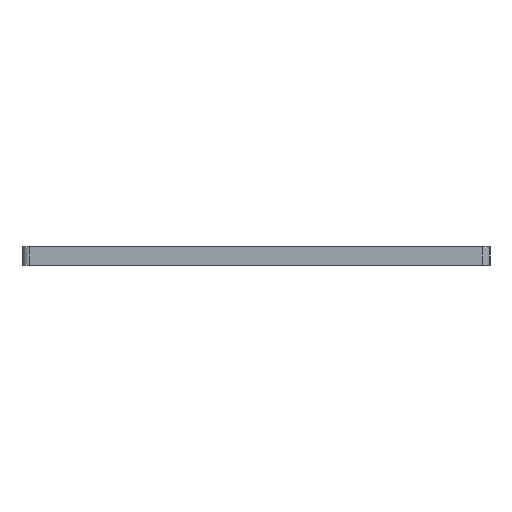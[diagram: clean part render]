
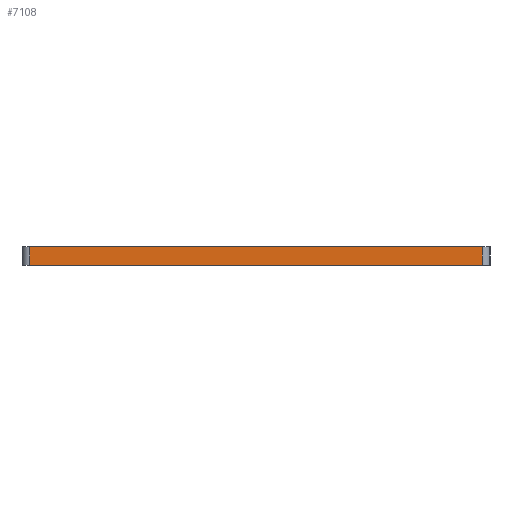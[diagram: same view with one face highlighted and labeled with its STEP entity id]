
A CAD part, left-side view. The second image highlights one B-rep face of the part: STEP entity #7108.
In plain terms, the highlighted planar face has unit normal (-1, 0, 0).
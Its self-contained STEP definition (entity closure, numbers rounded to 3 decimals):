
#895=CARTESIAN_POINT('',(-95.25,-36.85,11.));
#896=VERTEX_POINT('',#895);
#904=CARTESIAN_POINT('',(-95.25,36.85,11.));
#905=VERTEX_POINT('',#904);
#906=CARTESIAN_POINT('',(-95.25,-36.85,11.));
#907=DIRECTION('',(0.,1.,-0.));
#908=VECTOR('',#907,73.7);
#909=LINE('',#906,#908);
#910=EDGE_CURVE('',#896,#905,#909,.T.);
#7078=CARTESIAN_POINT('',(-95.25,0.,14.));
#7079=DIRECTION('',(-1.,0.,0.));
#7080=DIRECTION('',(0.,0.,1.));
#7081=AXIS2_PLACEMENT_3D('',#7078,#7079,#7080);
#7082=PLANE('',#7081);
#7083=CARTESIAN_POINT('',(-95.25,-36.85,14.));
#7084=VERTEX_POINT('',#7083);
#7085=CARTESIAN_POINT('',(-95.25,36.85,14.));
#7086=VERTEX_POINT('',#7085);
#7087=CARTESIAN_POINT('',(-95.25,-36.85,14.));
#7088=DIRECTION('',(0.,1.,-0.));
#7089=VECTOR('',#7088,73.7);
#7090=LINE('',#7087,#7089);
#7091=EDGE_CURVE('',#7084,#7086,#7090,.T.);
#7092=ORIENTED_EDGE('',*,*,#7091,.T.);
#7093=CARTESIAN_POINT('',(-95.25,36.85,14.));
#7094=DIRECTION('',(-0.,-0.,-1.));
#7095=VECTOR('',#7094,3.);
#7096=LINE('',#7093,#7095);
#7097=EDGE_CURVE('',#7086,#905,#7096,.T.);
#7098=ORIENTED_EDGE('',*,*,#7097,.T.);
#7099=ORIENTED_EDGE('',*,*,#910,.F.);
#7100=CARTESIAN_POINT('',(-95.25,-36.85,11.));
#7101=DIRECTION('',(0.,0.,1.));
#7102=VECTOR('',#7101,3.);
#7103=LINE('',#7100,#7102);
#7104=EDGE_CURVE('',#896,#7084,#7103,.T.);
#7105=ORIENTED_EDGE('',*,*,#7104,.T.);
#7106=EDGE_LOOP('',(#7092,#7098,#7099,#7105));
#7107=FACE_BOUND('',#7106,.T.);
#7108=ADVANCED_FACE('',(#7107),#7082,.T.);
